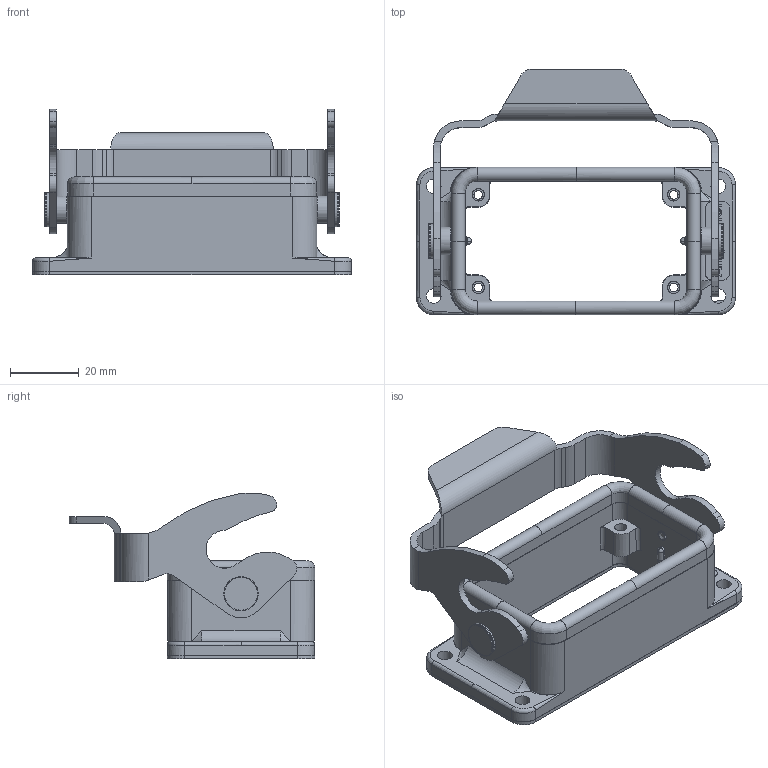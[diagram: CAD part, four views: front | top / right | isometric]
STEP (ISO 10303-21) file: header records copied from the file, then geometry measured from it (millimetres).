
FILE_DESCRIPTION(/* description */ (''),/* implementation_level */ '2;1');
FILE_NAME(/* name */ 'c146 10f010 001 1nxc001-03.stp',/* time_stamp */ '2021-10-06T09:46:22+02:00',/* author */ (''),/* organization */ (''),/* preprocessor_version */ 'ST-DEVELOPER v16.7',/* originating_system */ 'SIEMENS PLM Software NX 12.0',/* authorisation */ '');
FILE_SCHEMA (('AUTOMOTIVE_DESIGN { 1 0 10303 214 3 1 1 1 }'));
Length unit declared in the file: millimetre
Products named in the file (7): n 06 080 0001 2nxm001-01; n 06 073 0001nxm001-02; n 13 080 00x4 xnxm001-03; n 25 010 100x xnxm001-04; C146 G31 052 E1-01; c146 10f010 001 1nxm001-03; c146 10f010 001 1nxc001-03
Assembly tree (7 placements, depth 3):
  c146 10f010 001 1nxc001-03
    c146 10f010 001 1nxm001-03
      C146 G31 052 E1-01
      n 25 010 100x xnxm001-04
      n 13 080 00x4 xnxm001-03  x2
      n 06 073 0001nxm001-02
      n 06 080 0001 2nxm001-01
Bounding box: 93 x 71.62 x 48.39 mm (x, y, z)
Volume: 72337.2 mm3; surface area: 55189.7 mm2
Topology: 7 solids, 7 shells, 1095 faces, 2897 edges, 1851 vertices
Faces by surface type: plane 427, bspline 384, cylinder 244, cone 26, revolution 12, extrusion 2
Full cylindrical faces by diameter (mm): 2.5 x8, 2.9 x2, 3 x2, 4.3 x8, 4.5 x8, 8 x4, 8.15 x2, 10 x4
Entity records: 43458 total; most frequent: CARTESIAN_POINT 10539, ORIENTED_EDGE 5564, DIRECTION 4836, EDGE_CURVE 2782, VERTEX_POINT 1823, AXIS2_PLACEMENT_3D 1615, VECTOR 1594, LINE 1592
